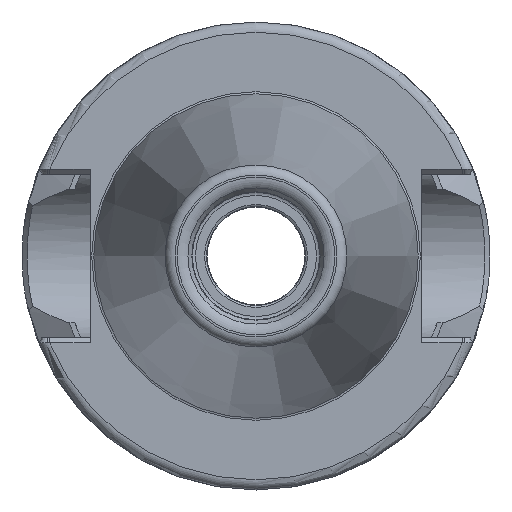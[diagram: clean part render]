
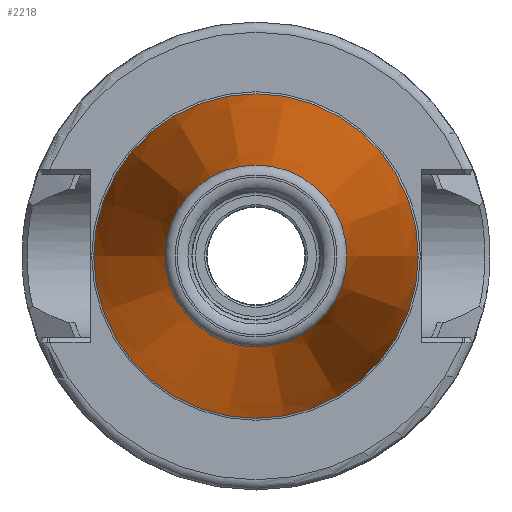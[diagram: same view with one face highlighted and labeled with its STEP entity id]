
A CAD part, left-side view. The second image highlights one B-rep face of the part: STEP entity #2218.
In plain terms, the highlighted conical face has half-angle 8.297 degrees and reference radius 12.445 mm.
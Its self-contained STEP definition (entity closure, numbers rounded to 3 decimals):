
#258=FACE_OUTER_BOUND('',#382,.T.);
#382=EDGE_LOOP('',(#1822,#1823,#1824,#1825,#1826,#1827,#1828));
#505=LINE('',#4261,#625);
#625=VECTOR('',#2946,12.445);
#775=CIRCLE('',#2440,8.941);
#776=CIRCLE('',#2441,8.941);
#777=CIRCLE('',#2442,8.941);
#779=CIRCLE('',#2445,15.948);
#780=CIRCLE('',#2446,15.948);
#990=VERTEX_POINT('',#4249);
#991=VERTEX_POINT('',#4250);
#992=VERTEX_POINT('',#4252);
#993=VERTEX_POINT('',#4257);
#994=VERTEX_POINT('',#4258);
#1291=EDGE_CURVE('',#990,#991,#775,.T.);
#1292=EDGE_CURVE('',#992,#990,#776,.T.);
#1293=EDGE_CURVE('',#991,#992,#777,.T.);
#1295=EDGE_CURVE('',#993,#994,#779,.T.);
#1296=EDGE_CURVE('',#994,#993,#780,.T.);
#1297=EDGE_CURVE('',#994,#992,#505,.T.);
#1822=ORIENTED_EDGE('',*,*,#1295,.F.);
#1823=ORIENTED_EDGE('',*,*,#1296,.F.);
#1824=ORIENTED_EDGE('',*,*,#1297,.T.);
#1825=ORIENTED_EDGE('',*,*,#1292,.T.);
#1826=ORIENTED_EDGE('',*,*,#1291,.T.);
#1827=ORIENTED_EDGE('',*,*,#1293,.T.);
#1828=ORIENTED_EDGE('',*,*,#1297,.F.);
#2145=CONICAL_SURFACE('',#2444,12.445,0.145);
#2218=ADVANCED_FACE('',(#258),#2145,.T.);
#2440=AXIS2_PLACEMENT_3D('',#4251,#2932,#2933);
#2441=AXIS2_PLACEMENT_3D('',#4253,#2934,#2935);
#2442=AXIS2_PLACEMENT_3D('',#4254,#2936,#2937);
#2444=AXIS2_PLACEMENT_3D('',#4256,#2940,#2941);
#2445=AXIS2_PLACEMENT_3D('',#4259,#2942,#2943);
#2446=AXIS2_PLACEMENT_3D('',#4260,#2944,#2945);
#2932=DIRECTION('center_axis',(1.,0.,0.));
#2933=DIRECTION('ref_axis',(0.,0.,-1.));
#2934=DIRECTION('center_axis',(1.,0.,0.));
#2935=DIRECTION('ref_axis',(0.,0.,-1.));
#2936=DIRECTION('center_axis',(1.,0.,0.));
#2937=DIRECTION('ref_axis',(0.,0.,-1.));
#2940=DIRECTION('center_axis',(1.,0.,0.));
#2941=DIRECTION('ref_axis',(0.,1.,0.));
#2942=DIRECTION('center_axis',(1.,0.,0.));
#2943=DIRECTION('ref_axis',(0.,0.,-1.));
#2944=DIRECTION('center_axis',(1.,0.,0.));
#2945=DIRECTION('ref_axis',(0.,0.,-1.));
#2946=DIRECTION('',(-0.99,0.144,0.));
#4249=CARTESIAN_POINT('',(-47.944,8.941,0.));
#4250=CARTESIAN_POINT('',(-47.944,0.,8.941));
#4251=CARTESIAN_POINT('Origin',(-47.944,0.,
0.));
#4252=CARTESIAN_POINT('',(-47.944,-8.941,0.));
#4253=CARTESIAN_POINT('Origin',(-47.944,0.,
0.));
#4254=CARTESIAN_POINT('Origin',(-47.944,0.,
0.));
#4256=CARTESIAN_POINT('Origin',(-23.922,0.,
0.));
#4257=CARTESIAN_POINT('',(0.1,15.948,0.));
#4258=CARTESIAN_POINT('',(0.1,-15.948,0.));
#4259=CARTESIAN_POINT('Origin',(0.1,0.,
0.));
#4260=CARTESIAN_POINT('Origin',(0.1,0.,
0.));
#4261=CARTESIAN_POINT('',(-23.922,-12.445,0.));
